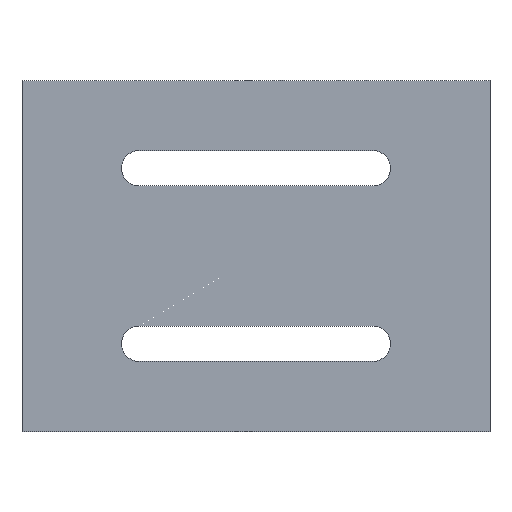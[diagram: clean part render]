
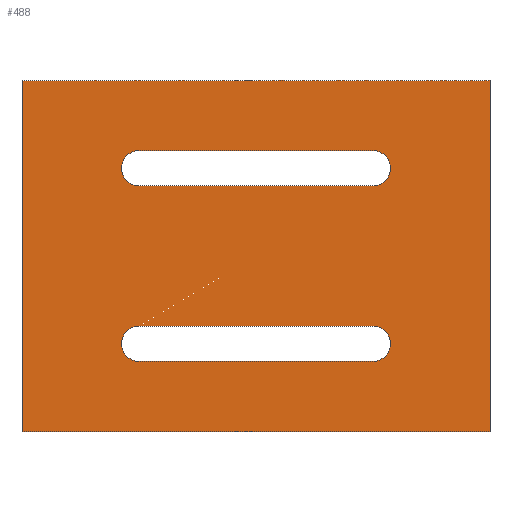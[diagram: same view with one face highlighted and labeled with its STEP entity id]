
A CAD part, left-side view. The second image highlights one B-rep face of the part: STEP entity #488.
In plain terms, the highlighted planar face has unit normal (-1, 0, 0).
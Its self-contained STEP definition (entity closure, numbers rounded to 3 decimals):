
#27=FACE_BOUND('',#97,.T.);
#28=FACE_BOUND('',#98,.T.);
#38=PLANE('',#554);
#62=FACE_OUTER_BOUND('',#96,.T.);
#96=EDGE_LOOP('',(#445,#446,#447,#448));
#97=EDGE_LOOP('',(#449,#450,#451,#452));
#98=EDGE_LOOP('',(#453,#454,#455,#456));
#111=LINE('',#790,#147);
#116=LINE('',#842,#152);
#119=LINE('',#852,#155);
#124=LINE('',#866,#160);
#131=LINE('',#939,#167);
#135=LINE('',#947,#171);
#138=LINE('',#953,#174);
#141=LINE('',#958,#177);
#147=VECTOR('',#587,10.);
#152=VECTOR('',#600,10.);
#155=VECTOR('',#611,10.);
#160=VECTOR('',#624,10.);
#167=VECTOR('',#663,10.);
#171=VECTOR('',#669,10.);
#174=VECTOR('',#674,10.);
#177=VECTOR('',#679,10.);
#187=CIRCLE('',#523,3.);
#189=CIRCLE('',#527,3.);
#191=CIRCLE('',#531,3.);
#193=CIRCLE('',#535,3.);
#216=VERTEX_POINT('',#788);
#217=VERTEX_POINT('',#789);
#220=VERTEX_POINT('',#797);
#224=VERTEX_POINT('',#841);
#226=VERTEX_POINT('',#850);
#227=VERTEX_POINT('',#851);
#230=VERTEX_POINT('',#859);
#232=VERTEX_POINT('',#865);
#245=VERTEX_POINT('',#937);
#246=VERTEX_POINT('',#938);
#249=VERTEX_POINT('',#946);
#251=VERTEX_POINT('',#952);
#269=EDGE_CURVE('',#216,#217,#111,.T.);
#273=EDGE_CURVE('',#217,#220,#187,.T.);
#278=EDGE_CURVE('',#220,#224,#116,.T.);
#281=EDGE_CURVE('',#224,#216,#189,.T.);
#283=EDGE_CURVE('',#226,#227,#119,.T.);
#287=EDGE_CURVE('',#227,#230,#191,.T.);
#290=EDGE_CURVE('',#230,#232,#124,.T.);
#293=EDGE_CURVE('',#232,#226,#193,.T.);
#309=EDGE_CURVE('',#245,#246,#131,.T.);
#313=EDGE_CURVE('',#249,#245,#135,.T.);
#316=EDGE_CURVE('',#251,#249,#138,.T.);
#319=EDGE_CURVE('',#246,#251,#141,.T.);
#445=ORIENTED_EDGE('',*,*,#319,.F.);
#446=ORIENTED_EDGE('',*,*,#309,.F.);
#447=ORIENTED_EDGE('',*,*,#313,.F.);
#448=ORIENTED_EDGE('',*,*,#316,.F.);
#449=ORIENTED_EDGE('',*,*,#278,.T.);
#450=ORIENTED_EDGE('',*,*,#281,.T.);
#451=ORIENTED_EDGE('',*,*,#269,.T.);
#452=ORIENTED_EDGE('',*,*,#273,.T.);
#453=ORIENTED_EDGE('',*,*,#290,.T.);
#454=ORIENTED_EDGE('',*,*,#293,.T.);
#455=ORIENTED_EDGE('',*,*,#283,.T.);
#456=ORIENTED_EDGE('',*,*,#287,.T.);
#488=ADVANCED_FACE('',(#62,#27,#28),#38,.F.);
#523=AXIS2_PLACEMENT_3D('',#798,#593,#594);
#527=AXIS2_PLACEMENT_3D('',#847,#605,#606);
#531=AXIS2_PLACEMENT_3D('',#860,#617,#618);
#535=AXIS2_PLACEMENT_3D('',#871,#629,#630);
#554=AXIS2_PLACEMENT_3D('',#961,#683,#684);
#587=DIRECTION('',(0.,-1.,0.));
#593=DIRECTION('center_axis',(1.,0.,0.));
#594=DIRECTION('ref_axis',(0.,0.,1.));
#600=DIRECTION('',(0.,1.,0.));
#605=DIRECTION('center_axis',(1.,0.,0.));
#606=DIRECTION('ref_axis',(0.,0.,-1.));
#611=DIRECTION('',(0.,1.,0.));
#617=DIRECTION('center_axis',(1.,0.,0.));
#618=DIRECTION('ref_axis',(0.,0.,-1.));
#624=DIRECTION('',(0.,-1.,0.));
#629=DIRECTION('center_axis',(1.,0.,0.));
#630=DIRECTION('ref_axis',(0.,0.,1.));
#663=DIRECTION('',(0.,0.,-1.));
#669=DIRECTION('',(0.,-1.,0.));
#674=DIRECTION('',(0.,0.,1.));
#679=DIRECTION('',(0.,1.,0.));
#683=DIRECTION('center_axis',(1.,0.,0.));
#684=DIRECTION('ref_axis',(0.,0.,-1.));
#788=CARTESIAN_POINT('',(0.,60.,-42.));
#789=CARTESIAN_POINT('',(0.,20.,-42.));
#790=CARTESIAN_POINT('',(0.,30.,-42.));
#797=CARTESIAN_POINT('',(0.,20.,-48.));
#798=CARTESIAN_POINT('Origin',(0.,20.,-45.));
#841=CARTESIAN_POINT('',(0.,60.,-48.));
#842=CARTESIAN_POINT('',(0.,50.,-48.));
#847=CARTESIAN_POINT('Origin',(0.,60.,-45.));
#850=CARTESIAN_POINT('',(0.,20.,-18.));
#851=CARTESIAN_POINT('',(0.,60.,-18.));
#852=CARTESIAN_POINT('',(0.,50.,-18.));
#859=CARTESIAN_POINT('',(0.,60.,-12.));
#860=CARTESIAN_POINT('Origin',(0.,60.,-15.));
#865=CARTESIAN_POINT('',(0.,20.,-12.));
#866=CARTESIAN_POINT('',(0.,30.,-12.));
#871=CARTESIAN_POINT('Origin',(0.,20.,-15.));
#937=CARTESIAN_POINT('',(0.,0.,0.));
#938=CARTESIAN_POINT('',(0.,0.,-60.));
#939=CARTESIAN_POINT('',(0.,0.,0.));
#946=CARTESIAN_POINT('',(0.,80.,0.));
#947=CARTESIAN_POINT('',(0.,80.,0.));
#952=CARTESIAN_POINT('',(0.,80.,-60.));
#953=CARTESIAN_POINT('',(0.,80.,-60.));
#958=CARTESIAN_POINT('',(0.,0.,-60.));
#961=CARTESIAN_POINT('Origin',(0.,40.,-30.));
